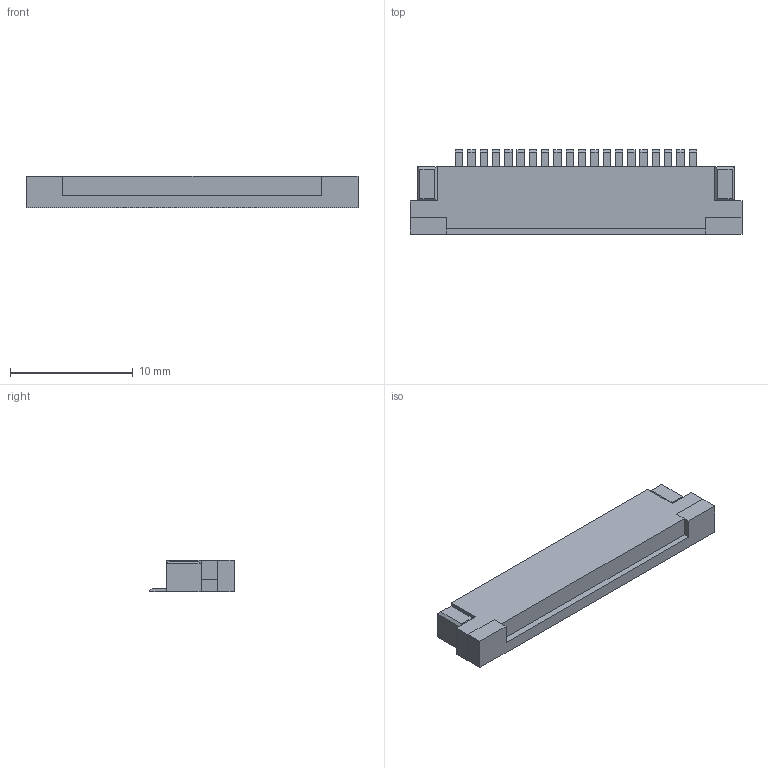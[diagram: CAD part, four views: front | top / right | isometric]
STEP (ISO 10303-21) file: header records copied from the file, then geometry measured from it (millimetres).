
FILE_DESCRIPTION( ( '' ), ' ' );
FILE_NAME( '58f88c80f58534111bf98f9e.step', '2017-04-20T10:25:06', ( '' ), ( '' ), ' ', ' ', ' ' );
FILE_SCHEMA( ( 'AUTOMOTIVE_DESIGN { 1 0 10303 214 1 1 1 1 }' ) );
Length unit declared in the file: metre
Products named in the file (25): Part 25; Part 24; Part 23; Part 22; Part 21; Part 20; Part 19; Part 18; Part 17; Part 16; Part 15; Part 14; Part 13; Part 12; Part 11; Part 10; Part 9; Part 8; Part 7; Part 6; Part 5; Part 4; Part 3; Part 2; Part 1
Bounding box: 27 x 6.87 x 2.6 mm (x, y, z)
Volume: 364 mm3; surface area: 874.2 mm2
Topology: 25 solids, 25 shells, 200 faces, 442 edges, 292 vertices
Faces by surface type: plane 200
Entity records: 7238 total; most frequent: CARTESIAN_POINT 959, DIRECTION 892, ORIENTED_EDGE 884, EDGE_CURVE 442, LINE 442, VECTOR 442, VERTEX_POINT 292, AXIS2_PLACEMENT_3D 225
